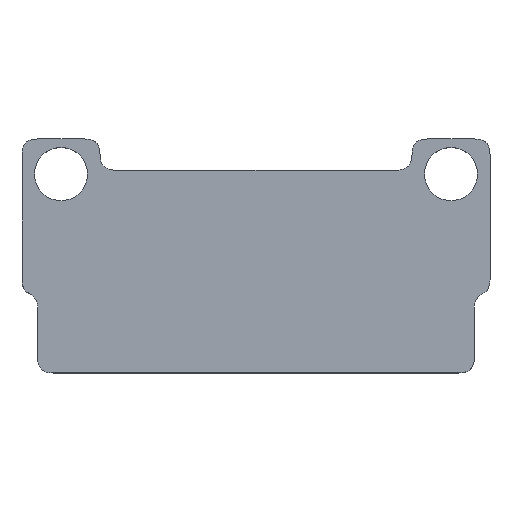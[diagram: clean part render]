
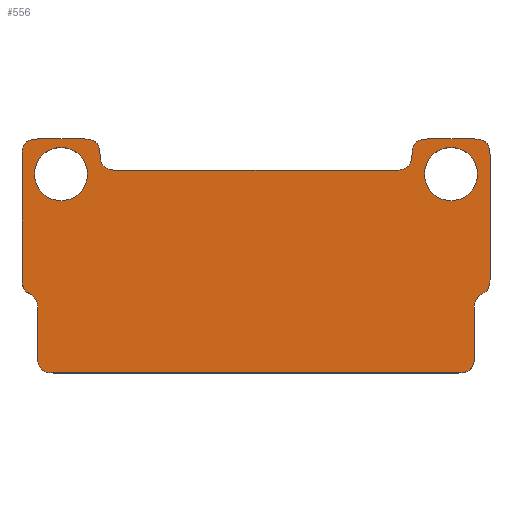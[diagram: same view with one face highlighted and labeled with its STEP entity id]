
A CAD part, top view. The second image highlights one B-rep face of the part: STEP entity #556.
In plain terms, the highlighted planar face has unit normal (0, 0, 1).
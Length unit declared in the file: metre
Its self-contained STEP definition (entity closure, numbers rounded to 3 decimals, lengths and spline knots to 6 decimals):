
#28=CIRCLE('',#600,0.0017);
#30=CIRCLE('',#603,0.0017);
#46=B_SPLINE_CURVE_WITH_KNOTS('',3,(#798,#799,#800,#801),.UNSPECIFIED.,
 .F.,.F.,(4,4),(0.,1.),.UNSPECIFIED.);
#47=B_SPLINE_CURVE_WITH_KNOTS('',3,(#805,#806,#807,#808,#809),
 .UNSPECIFIED.,.F.,.F.,(4,1,4),(0.,0.000552,0.001104),
 .UNSPECIFIED.);
#48=B_SPLINE_CURVE_WITH_KNOTS('',3,(#811,#812,#813,#814),.UNSPECIFIED.,
 .F.,.F.,(4,4),(0.328407,1.),.UNSPECIFIED.);
#49=B_SPLINE_CURVE_WITH_KNOTS('',3,(#815,#816,#817,#818),.UNSPECIFIED.,
 .F.,.F.,(4,4),(0.,1.),.UNSPECIFIED.);
#50=B_SPLINE_CURVE_WITH_KNOTS('',3,(#819,#820,#821,#822),.UNSPECIFIED.,
 .F.,.F.,(4,4),(0.,1.),.UNSPECIFIED.);
#51=B_SPLINE_CURVE_WITH_KNOTS('',3,(#824,#825,#826,#827,#828,#829,#830),
 .UNSPECIFIED.,.F.,.F.,(4,1,1,1,4),(0.,0.000404,0.000809,
0.001213,0.001617),.UNSPECIFIED.);
#52=B_SPLINE_CURVE_WITH_KNOTS('',3,(#831,#832,#833,#834,#835,#836,#837),
 .UNSPECIFIED.,.F.,.F.,(4,1,1,1,4),(0.,0.000404,0.000809,
0.001213,0.001617),.UNSPECIFIED.);
#53=B_SPLINE_CURVE_WITH_KNOTS('',3,(#839,#840,#841,#842),.UNSPECIFIED.,
 .F.,.F.,(4,4),(0.,1.),.UNSPECIFIED.);
#54=B_SPLINE_CURVE_WITH_KNOTS('',3,(#843,#844,#845,#846),.UNSPECIFIED.,
 .F.,.F.,(4,4),(0.,1.),.UNSPECIFIED.);
#55=B_SPLINE_CURVE_WITH_KNOTS('',3,(#847,#848,#849,#850),.UNSPECIFIED.,
 .F.,.F.,(4,4),(0.,0.671593),.UNSPECIFIED.);
#56=B_SPLINE_CURVE_WITH_KNOTS('',3,(#852,#853,#854,#855,#856),
 .UNSPECIFIED.,.F.,.F.,(4,1,4),(0.,0.000552,0.001104),
 .UNSPECIFIED.);
#57=B_SPLINE_CURVE_WITH_KNOTS('',3,(#860,#861,#862,#863),.UNSPECIFIED.,
 .F.,.F.,(4,4),(0.,1.),.UNSPECIFIED.);
#124=ORIENTED_EDGE('',*,*,#294,.F.);
#125=ORIENTED_EDGE('',*,*,#292,.F.);
#126=ORIENTED_EDGE('',*,*,#296,.F.);
#127=ORIENTED_EDGE('',*,*,#297,.T.);
#128=ORIENTED_EDGE('',*,*,#298,.T.);
#129=ORIENTED_EDGE('',*,*,#299,.T.);
#130=ORIENTED_EDGE('',*,*,#300,.T.);
#131=ORIENTED_EDGE('',*,*,#281,.F.);
#132=ORIENTED_EDGE('',*,*,#301,.T.);
#133=ORIENTED_EDGE('',*,*,#284,.F.);
#134=ORIENTED_EDGE('',*,*,#302,.T.);
#135=ORIENTED_EDGE('',*,*,#303,.T.);
#136=ORIENTED_EDGE('',*,*,#290,.T.);
#137=ORIENTED_EDGE('',*,*,#304,.T.);
#138=ORIENTED_EDGE('',*,*,#305,.T.);
#139=ORIENTED_EDGE('',*,*,#264,.T.);
#140=ORIENTED_EDGE('',*,*,#306,.T.);
#141=ORIENTED_EDGE('',*,*,#271,.T.);
#142=ORIENTED_EDGE('',*,*,#307,.T.);
#143=ORIENTED_EDGE('',*,*,#308,.T.);
#144=ORIENTED_EDGE('',*,*,#309,.F.);
#145=ORIENTED_EDGE('',*,*,#310,.T.);
#264=EDGE_CURVE('',#351,#350,#407,.T.);
#271=EDGE_CURVE('',#358,#357,#411,.T.);
#281=EDGE_CURVE('',#367,#368,#418,.T.);
#284=EDGE_CURVE('',#370,#371,#420,.T.);
#290=EDGE_CURVE('',#377,#376,#423,.T.);
#292=EDGE_CURVE('',#378,#378,#28,.T.);
#294=EDGE_CURVE('',#380,#380,#30,.T.);
#296=EDGE_CURVE('',#382,#383,#424,.T.);
#297=EDGE_CURVE('',#382,#384,#46,.T.);
#298=EDGE_CURVE('',#384,#385,#425,.T.);
#299=EDGE_CURVE('',#385,#386,#47,.T.);
#300=EDGE_CURVE('',#386,#368,#48,.T.);
#301=EDGE_CURVE('',#367,#371,#49,.T.);
#302=EDGE_CURVE('',#370,#387,#50,.T.);
#303=EDGE_CURVE('',#387,#377,#51,.T.);
#304=EDGE_CURVE('',#376,#388,#52,.T.);
#305=EDGE_CURVE('',#388,#351,#53,.T.);
#306=EDGE_CURVE('',#350,#358,#54,.T.);
#307=EDGE_CURVE('',#357,#389,#55,.T.);
#308=EDGE_CURVE('',#389,#390,#56,.T.);
#309=EDGE_CURVE('',#391,#390,#426,.T.);
#310=EDGE_CURVE('',#391,#383,#57,.T.);
#350=VERTEX_POINT('',#690);
#351=VERTEX_POINT('',#692);
#357=VERTEX_POINT('',#714);
#358=VERTEX_POINT('',#716);
#367=VERTEX_POINT('',#745);
#368=VERTEX_POINT('',#747);
#370=VERTEX_POINT('',#756);
#371=VERTEX_POINT('',#757);
#376=VERTEX_POINT('',#777);
#377=VERTEX_POINT('',#779);
#378=VERTEX_POINT('',#786);
#380=VERTEX_POINT('',#791);
#382=VERTEX_POINT('',#796);
#383=VERTEX_POINT('',#797);
#384=VERTEX_POINT('',#802);
#385=VERTEX_POINT('',#804);
#386=VERTEX_POINT('',#810);
#387=VERTEX_POINT('',#823);
#388=VERTEX_POINT('',#838);
#389=VERTEX_POINT('',#851);
#390=VERTEX_POINT('',#857);
#391=VERTEX_POINT('',#859);
#407=LINE('',#691,#433);
#411=LINE('',#715,#437);
#418=LINE('',#746,#444);
#420=LINE('',#755,#446);
#423=LINE('',#778,#449);
#424=LINE('',#795,#450);
#425=LINE('',#803,#451);
#426=LINE('',#858,#452);
#433=VECTOR('',#618,1.);
#437=VECTOR('',#624,1.);
#444=VECTOR('',#635,1.);
#446=VECTOR('',#639,1.);
#449=VECTOR('',#644,1.);
#450=VECTOR('',#659,1.);
#451=VECTOR('',#660,1.);
#452=VECTOR('',#661,1.);
#468=EDGE_LOOP('',(#124));
#469=EDGE_LOOP('',(#125));
#470=EDGE_LOOP('',(#126,#127,#128,#129,#130,#131,#132,#133,#134,#135,#136,
#137,#138,#139,#140,#141,#142,#143,#144,#145));
#506=FACE_BOUND('',#468,.T.);
#507=FACE_BOUND('',#469,.T.);
#508=FACE_BOUND('',#470,.T.);
#540=PLANE('',#605);
#556=ADVANCED_FACE('',(#506,#507,#508),#540,.T.);
#600=AXIS2_PLACEMENT_3D('',#785,#647,#648);
#603=AXIS2_PLACEMENT_3D('',#790,#653,#654);
#605=AXIS2_PLACEMENT_3D('',#794,#657,#658);
#618=DIRECTION('',(-1.,0.,0.));
#624=DIRECTION('',(0.,-1.,0.));
#635=DIRECTION('',(0.,-1.,0.));
#639=DIRECTION('',(1.,0.,0.));
#644=DIRECTION('',(-1.,0.,0.));
#647=DIRECTION('',(0.,0.,1.));
#648=DIRECTION('',(1.,0.,0.));
#653=DIRECTION('',(0.,0.,1.));
#654=DIRECTION('',(1.,0.,0.));
#657=DIRECTION('',(0.,0.,1.));
#658=DIRECTION('',(1.,0.,0.));
#659=DIRECTION('',(-1.,0.,0.));
#660=DIRECTION('',(0.,1.,0.));
#661=DIRECTION('',(0.,1.,0.));
#690=CARTESIAN_POINT('',(-0.014,-0.02385,0.0065));
#691=CARTESIAN_POINT('',(-0.0125,-0.02385,0.0065));
#692=CARTESIAN_POINT('',(-0.011,-0.02385,0.0065));
#714=CARTESIAN_POINT('',(-0.015,-0.03285,0.0065));
#715=CARTESIAN_POINT('',(-0.015,-0.02885,0.0065));
#716=CARTESIAN_POINT('',(-0.015,-0.02485,0.0065));
#745=CARTESIAN_POINT('',(0.015,-0.02485,0.0065));
#746=CARTESIAN_POINT('',(0.015,-0.02885,0.0065));
#747=CARTESIAN_POINT('',(0.015,-0.03285,0.0065));
#755=CARTESIAN_POINT('',(0.0125,-0.02385,0.0065));
#756=CARTESIAN_POINT('',(0.011,-0.02385,0.0065));
#757=CARTESIAN_POINT('',(0.014,-0.02385,0.0065));
#777=CARTESIAN_POINT('',(-0.009,-0.02585,0.0065));
#778=CARTESIAN_POINT('',(0.,-0.02585,0.0065));
#779=CARTESIAN_POINT('',(0.009,-0.02585,0.0065));
#785=CARTESIAN_POINT('',(-0.0125,-0.0261,0.0065));
#786=CARTESIAN_POINT('',(-0.0108,-0.0261,0.0065));
#790=CARTESIAN_POINT('',(0.0125,-0.0261,0.0065));
#791=CARTESIAN_POINT('',(0.0142,-0.0261,0.0065));
#794=CARTESIAN_POINT('',(0.,0.000689,0.0065));
#795=CARTESIAN_POINT('',(0.,-0.03885,0.0065));
#796=CARTESIAN_POINT('',(0.013,-0.03885,0.0065));
#797=CARTESIAN_POINT('',(-0.013,-0.03885,0.0065));
#798=CARTESIAN_POINT('',(0.013,-0.03885,0.0065));
#799=CARTESIAN_POINT('',(0.013667,-0.03885,0.0065));
#800=CARTESIAN_POINT('',(0.014,-0.038517,0.0065));
#801=CARTESIAN_POINT('',(0.014,-0.03785,0.0065));
#802=CARTESIAN_POINT('',(0.014,-0.03785,0.0065));
#803=CARTESIAN_POINT('',(0.014,-0.03885,0.0065));
#804=CARTESIAN_POINT('',(0.014,-0.034636,0.0065));
#805=CARTESIAN_POINT('',(0.014,-0.034636,0.0065));
#806=CARTESIAN_POINT('',(0.014,-0.03445,0.0065));
#807=CARTESIAN_POINT('',(0.014082,-0.034074,0.0065));
#808=CARTESIAN_POINT('',(0.014382,-0.033828,0.0065));
#809=CARTESIAN_POINT('',(0.01455,-0.033743,0.0065));
#810=CARTESIAN_POINT('',(0.014549,-0.033743,0.0065));
#811=CARTESIAN_POINT('',(0.014549,-0.033742,0.0065));
#812=CARTESIAN_POINT('',(0.01485,-0.033595,0.0065));
#813=CARTESIAN_POINT('',(0.015,-0.033298,0.0065));
#814=CARTESIAN_POINT('',(0.015,-0.03285,0.0065));
#815=CARTESIAN_POINT('',(0.015,-0.02485,0.0065));
#816=CARTESIAN_POINT('',(0.015,-0.024183,0.0065));
#817=CARTESIAN_POINT('',(0.014667,-0.02385,0.0065));
#818=CARTESIAN_POINT('',(0.014,-0.02385,0.0065));
#819=CARTESIAN_POINT('',(0.011,-0.02385,0.0065));
#820=CARTESIAN_POINT('',(0.010333,-0.02385,0.0065));
#821=CARTESIAN_POINT('',(0.01,-0.024183,0.0065));
#822=CARTESIAN_POINT('',(0.01,-0.02485,0.0065));
#823=CARTESIAN_POINT('',(0.01,-0.02485,0.0065));
#824=CARTESIAN_POINT('',(0.01,-0.02485,0.0065));
#825=CARTESIAN_POINT('',(0.01,-0.024986,0.0065));
#826=CARTESIAN_POINT('',(0.009982,-0.025258,0.0065));
#827=CARTESIAN_POINT('',(0.009778,-0.025627,0.0065));
#828=CARTESIAN_POINT('',(0.009408,-0.025832,0.0065));
#829=CARTESIAN_POINT('',(0.009136,-0.02585,0.0065));
#830=CARTESIAN_POINT('',(0.009,-0.02585,0.0065));
#831=CARTESIAN_POINT('',(-0.009,-0.02585,0.0065));
#832=CARTESIAN_POINT('',(-0.009136,-0.02585,0.0065));
#833=CARTESIAN_POINT('',(-0.009408,-0.025832,0.0065));
#834=CARTESIAN_POINT('',(-0.009777,-0.025628,0.0065));
#835=CARTESIAN_POINT('',(-0.009982,-0.025258,0.0065));
#836=CARTESIAN_POINT('',(-0.01,-0.024986,0.0065));
#837=CARTESIAN_POINT('',(-0.01,-0.02485,0.0065));
#838=CARTESIAN_POINT('',(-0.01,-0.02485,0.0065));
#839=CARTESIAN_POINT('',(-0.01,-0.02485,0.0065));
#840=CARTESIAN_POINT('',(-0.01,-0.024183,0.0065));
#841=CARTESIAN_POINT('',(-0.010333,-0.02385,0.0065));
#842=CARTESIAN_POINT('',(-0.011,-0.02385,0.0065));
#843=CARTESIAN_POINT('',(-0.014,-0.02385,0.0065));
#844=CARTESIAN_POINT('',(-0.014667,-0.02385,0.0065));
#845=CARTESIAN_POINT('',(-0.015,-0.024183,0.0065));
#846=CARTESIAN_POINT('',(-0.015,-0.02485,0.0065));
#847=CARTESIAN_POINT('',(-0.015,-0.03285,0.0065));
#848=CARTESIAN_POINT('',(-0.015,-0.033298,0.0065));
#849=CARTESIAN_POINT('',(-0.01485,-0.033595,0.0065));
#850=CARTESIAN_POINT('',(-0.014549,-0.033742,0.0065));
#851=CARTESIAN_POINT('',(-0.014549,-0.033743,0.0065));
#852=CARTESIAN_POINT('',(-0.01455,-0.033743,0.0065));
#853=CARTESIAN_POINT('',(-0.014383,-0.033827,0.0065));
#854=CARTESIAN_POINT('',(-0.014084,-0.03407,0.0065));
#855=CARTESIAN_POINT('',(-0.014,-0.034449,0.0065));
#856=CARTESIAN_POINT('',(-0.014,-0.034636,0.0065));
#857=CARTESIAN_POINT('',(-0.014,-0.034636,0.0065));
#858=CARTESIAN_POINT('',(-0.014,-0.03885,0.0065));
#859=CARTESIAN_POINT('',(-0.014,-0.03785,0.0065));
#860=CARTESIAN_POINT('',(-0.014,-0.03785,0.0065));
#861=CARTESIAN_POINT('',(-0.014,-0.038517,0.0065));
#862=CARTESIAN_POINT('',(-0.013667,-0.03885,0.0065));
#863=CARTESIAN_POINT('',(-0.013,-0.03885,0.0065));
